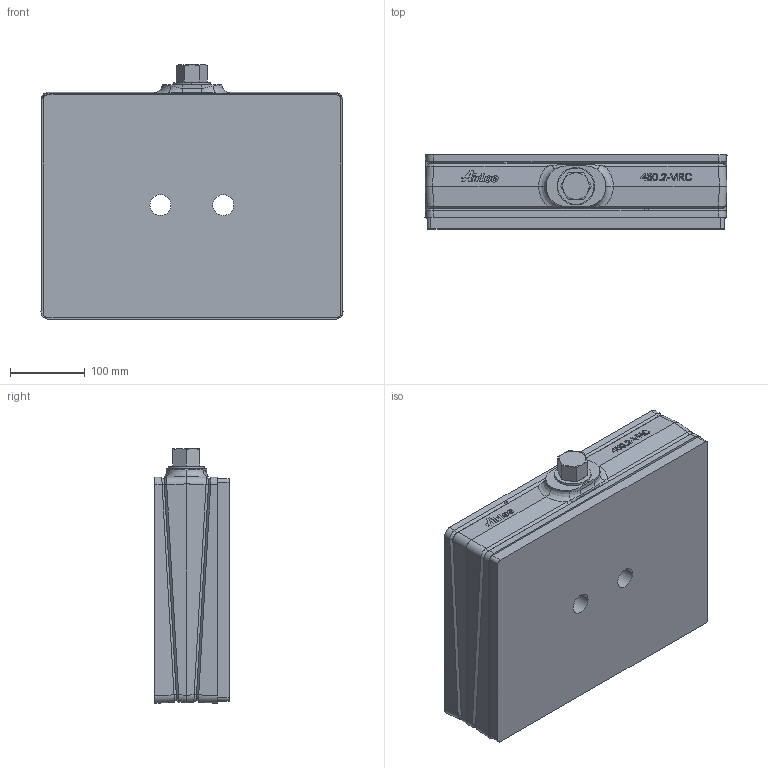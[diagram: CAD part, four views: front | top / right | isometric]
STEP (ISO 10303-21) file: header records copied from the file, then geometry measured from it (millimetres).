
FILE_DESCRIPTION (( 'STEP AP214' ), '1' );
FILE_NAME ('450.2-VRC-15.step', '2013-06-06T05:25:13', ( 'admin' ), ( '' ), 'SwSTEP 2.0', 'SolidWorks 2012', '' );
FILE_SCHEMA (( 'AUTOMOTIVE_DESIGN' ));
Length unit declared in the file: millimetre
Products named in the file (1): 450.2-VRC-15
Bounding box: 403.33 x 98.93 x 340.02 mm (x, y, z)
Volume: 11823119.7 mm3; surface area: 418691.1 mm2
Topology: 3 solids, 3 shells, 377 faces, 942 edges, 601 vertices
Faces by surface type: plane 220, bspline 86, cylinder 55, cone 12, torus 4
Entity records: 20654 total; most frequent: CARTESIAN_POINT 8233, ORIENTED_EDGE 1884, DIRECTION 1359, EDGE_CURVE 942, VERTEX_POINT 601, LINE 589, VECTOR 589, EDGE_LOOP 415
